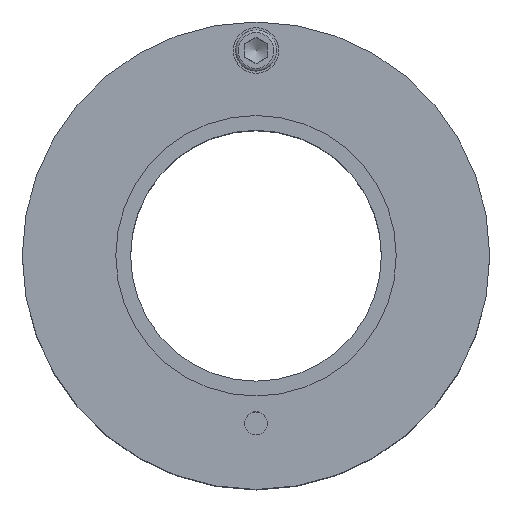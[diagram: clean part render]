
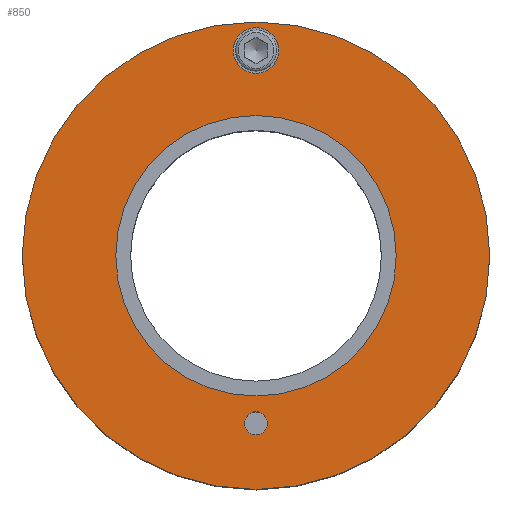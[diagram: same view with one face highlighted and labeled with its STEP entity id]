
A CAD part, top view. The second image highlights one B-rep face of the part: STEP entity #850.
In plain terms, the highlighted planar face has unit normal (0, 0, 1).
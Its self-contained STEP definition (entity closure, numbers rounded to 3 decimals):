
#628=CARTESIAN_POINT('',(10.0,90.0,132.0));
#629=VERTEX_POINT('',#628);
#630=CARTESIAN_POINT('',(0.0,90.0,132.0));
#631=DIRECTION('',(0.0,0.0,-1.0));
#632=DIRECTION('',(1.0,0.0,0.0));
#633=AXIS2_PLACEMENT_3D('',#630,#631,#632);
#634=CIRCLE('',#633,10.0);
#635=EDGE_CURVE('',#629,#629,#634,.T.);
#707=CARTESIAN_POINT('',(5.053,-73.5,132.0));
#708=VERTEX_POINT('',#707);
#709=CARTESIAN_POINT('',(0.0,-73.5,132.));
#710=DIRECTION('',(0.0,0.0,-1.0));
#711=DIRECTION('',(1.0,0.0,0.0));
#712=AXIS2_PLACEMENT_3D('',#709,#710,#711);
#713=CIRCLE('',#712,5.053);
#714=EDGE_CURVE('',#708,#708,#713,.T.);
#778=CARTESIAN_POINT('',(-61.5,0.,132.0));
#779=VERTEX_POINT('',#778);
#780=CARTESIAN_POINT('',(0.0,0.0,132.0));
#781=DIRECTION('',(0.0,0.0,1.0));
#782=DIRECTION('',(1.0,0.0,0.0));
#783=AXIS2_PLACEMENT_3D('',#780,#781,#782);
#784=CIRCLE('',#783,61.5);
#785=EDGE_CURVE('',#779,#779,#784,.T.);
#806=CARTESIAN_POINT('',(102.5,0.,132.0));
#807=VERTEX_POINT('',#806);
#808=CARTESIAN_POINT('',(0.0,0.0,132.0));
#809=DIRECTION('',(0.0,0.0,-1.0));
#810=DIRECTION('',(-1.0,0.0,0.0));
#811=AXIS2_PLACEMENT_3D('',#808,#809,#810);
#812=CIRCLE('',#811,102.5);
#813=EDGE_CURVE('',#807,#807,#812,.T.);
#833=CARTESIAN_POINT('',(0.0,0.0,132.0));
#834=DIRECTION('',(0.0,0.0,-1.0));
#835=DIRECTION('',(-1.0,0.0,0.0));
#836=AXIS2_PLACEMENT_3D('',#833,#834,#835);
#837=PLANE('',#836);
#838=ORIENTED_EDGE('',*,*,#813,.F.);
#839=EDGE_LOOP('',(#838));
#840=FACE_OUTER_BOUND('',#839,.T.);
#841=ORIENTED_EDGE('',*,*,#635,.T.);
#842=EDGE_LOOP('',(#841));
#843=FACE_BOUND('',#842,.T.);
#844=ORIENTED_EDGE('',*,*,#714,.T.);
#845=EDGE_LOOP('',(#844));
#846=FACE_BOUND('',#845,.T.);
#847=ORIENTED_EDGE('',*,*,#785,.F.);
#848=EDGE_LOOP('',(#847));
#849=FACE_BOUND('',#848,.T.);
#850=ADVANCED_FACE('',(#840,#843,#846,#849),#837,.F.);
